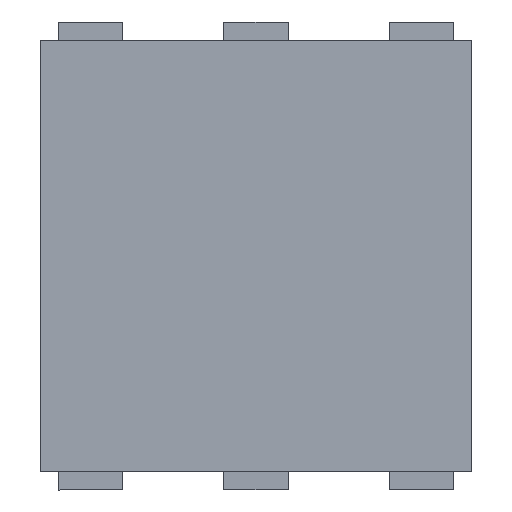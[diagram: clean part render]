
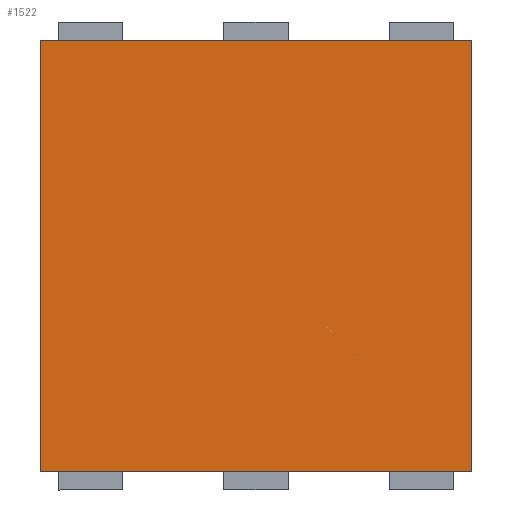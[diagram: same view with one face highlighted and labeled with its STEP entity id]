
A CAD part, front view. The second image highlights one B-rep face of the part: STEP entity #1522.
In plain terms, the highlighted planar face has unit normal (0, -1, 0).
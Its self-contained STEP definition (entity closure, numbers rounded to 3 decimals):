
#67=LINE('',#2140,#244);
#68=LINE('',#2142,#245);
#69=LINE('',#2144,#246);
#70=LINE('',#2145,#247);
#244=VECTOR('',#1750,10.);
#245=VECTOR('',#1751,10.);
#246=VECTOR('',#1752,10.);
#247=VECTOR('',#1753,10.);
#422=FACE_OUTER_BOUND('',#515,.T.);
#515=EDGE_LOOP('',(#997,#998,#999,#1000));
#629=VERTEX_POINT('',#2138);
#630=VERTEX_POINT('',#2139);
#631=VERTEX_POINT('',#2141);
#632=VERTEX_POINT('',#2143);
#776=EDGE_CURVE('',#629,#630,#67,.T.);
#777=EDGE_CURVE('',#630,#631,#68,.T.);
#778=EDGE_CURVE('',#631,#632,#69,.T.);
#779=EDGE_CURVE('',#632,#629,#70,.T.);
#997=ORIENTED_EDGE('',*,*,#776,.T.);
#998=ORIENTED_EDGE('',*,*,#777,.T.);
#999=ORIENTED_EDGE('',*,*,#778,.T.);
#1000=ORIENTED_EDGE('',*,*,#779,.T.);
#1439=PLANE('',#1638);
#1522=ADVANCED_FACE('',(#422),#1439,.F.);
#1638=AXIS2_PLACEMENT_3D('',#2137,#1748,#1749);
#1748=DIRECTION('center_axis',(0.,1.,0.));
#1749=DIRECTION('ref_axis',(-1.,0.,0.));
#1750=DIRECTION('',(0.,0.,1.));
#1751=DIRECTION('',(-1.,0.,0.));
#1752=DIRECTION('',(0.,0.,-1.));
#1753=DIRECTION('',(1.,0.,0.));
#2137=CARTESIAN_POINT('Origin',(-25.202,0.4,-6.398));
#2138=CARTESIAN_POINT('',(-22.852,0.4,-8.748));
#2139=CARTESIAN_POINT('',(-22.852,0.4,-4.048));
#2140=CARTESIAN_POINT('',(-22.852,0.4,-8.561));
#2141=CARTESIAN_POINT('',(-27.552,0.4,-4.048));
#2142=CARTESIAN_POINT('',(-27.552,0.4,-4.048));
#2143=CARTESIAN_POINT('',(-27.552,0.4,-8.748));
#2144=CARTESIAN_POINT('',(-27.552,0.4,-8.748));
#2145=CARTESIAN_POINT('',(-23.6,0.4,-8.748));
